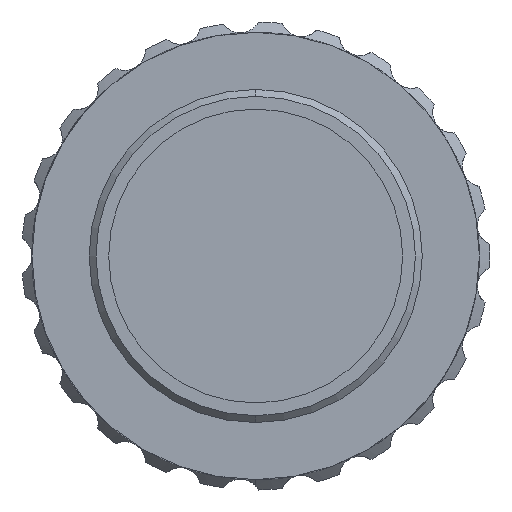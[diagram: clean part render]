
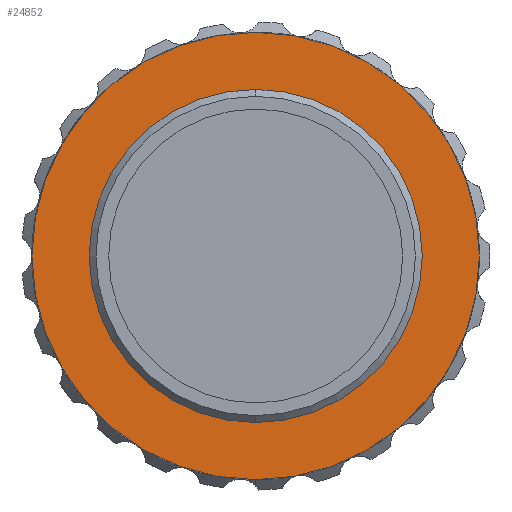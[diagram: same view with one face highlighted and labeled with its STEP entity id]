
A CAD part, left-side view. The second image highlights one B-rep face of the part: STEP entity #24852.
In plain terms, the highlighted planar face has unit normal (-1, 0, 0).
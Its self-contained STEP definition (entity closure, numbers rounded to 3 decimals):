
#44 = CARTESIAN_POINT ( 'NONE',  ( 46.1, 0., -16.25 ) ) ;
#617 = EDGE_LOOP ( 'NONE', ( #18422, #1300 ) ) ;
#1300 = ORIENTED_EDGE ( 'NONE', *, *, #18260, .F. ) ;
#2328 = CARTESIAN_POINT ( 'NONE',  ( 46.1, 0., 0. ) ) ;
#2758 = AXIS2_PLACEMENT_3D ( 'NONE', #2328, #6289, #21476 ) ;
#3464 = CARTESIAN_POINT ( 'NONE',  ( 46.1, 0., -12.1 ) ) ;
#4348 = DIRECTION ( 'NONE',  ( 0., 0., 1. ) ) ;
#4359 = VERTEX_POINT ( 'NONE', #18372 ) ;
#5963 = DIRECTION ( 'NONE',  ( 0., 0., -1. ) ) ;
#6289 = DIRECTION ( 'NONE',  ( -1., 0., 0. ) ) ;
#6413 = CARTESIAN_POINT ( 'NONE',  ( 46.1, 0., -12.1 ) ) ;
#6663 = VERTEX_POINT ( 'NONE', #44 ) ;
#6785 = VERTEX_POINT ( 'NONE', #6413 ) ;
#7840 = CIRCLE ( 'NONE', #12361, 12.1 ) ;
#8105 = CARTESIAN_POINT ( 'NONE',  ( 46.1, 0., 16.25 ) ) ;
#8296 = DIRECTION ( 'NONE',  ( -1., 0., 0. ) ) ;
#8506 = ORIENTED_EDGE ( 'NONE', *, *, #28949, .T. ) ;
#10749 = CIRCLE ( 'NONE', #2758, 12.1 ) ;
#11814 = CIRCLE ( 'NONE', #13833, 16.25 ) ;
#12244 = ORIENTED_EDGE ( 'NONE', *, *, #22508, .T. ) ;
#12361 = AXIS2_PLACEMENT_3D ( 'NONE', #25682, #21290, #4348 ) ;
#12736 = DIRECTION ( 'NONE',  ( 0., 0., 1. ) ) ;
#12957 = EDGE_LOOP ( 'NONE', ( #8506, #12244 ) ) ;
#13317 = FACE_BOUND ( 'NONE', #617, .T. ) ;
#13833 = AXIS2_PLACEMENT_3D ( 'NONE', #15215, #8296, #24482 ) ;
#14359 = AXIS2_PLACEMENT_3D ( 'NONE', #3464, #20250, #5963 ) ;
#15215 = CARTESIAN_POINT ( 'NONE',  ( 46.1, 0., 0. ) ) ;
#15333 = AXIS2_PLACEMENT_3D ( 'NONE', #17458, #27022, #12736 ) ;
#17458 = CARTESIAN_POINT ( 'NONE',  ( 46.1, 0., 0. ) ) ;
#18260 = EDGE_CURVE ( 'NONE', #6785, #4359, #10749, .T. ) ;
#18372 = CARTESIAN_POINT ( 'NONE',  ( 46.1, 0., 12.1 ) ) ;
#18422 = ORIENTED_EDGE ( 'NONE', *, *, #25311, .F. ) ;
#20250 = DIRECTION ( 'NONE',  ( 1., 0., 0. ) ) ;
#21290 = DIRECTION ( 'NONE',  ( -1., 0., 0. ) ) ;
#21476 = DIRECTION ( 'NONE',  ( 0., 0., 1. ) ) ;
#22508 = EDGE_CURVE ( 'NONE', #6663, #22956, #28860, .T. ) ;
#22908 = FACE_OUTER_BOUND ( 'NONE', #12957, .T. ) ;
#22956 = VERTEX_POINT ( 'NONE', #8105 ) ;
#24482 = DIRECTION ( 'NONE',  ( 0., 0., 1. ) ) ;
#24852 = ADVANCED_FACE ( 'NONE', ( #13317, #22908 ), #27447, .F. ) ;
#25311 = EDGE_CURVE ( 'NONE', #4359, #6785, #7840, .T. ) ;
#25682 = CARTESIAN_POINT ( 'NONE',  ( 46.1, 0., 0. ) ) ;
#27022 = DIRECTION ( 'NONE',  ( -1., 0., 0. ) ) ;
#27447 = PLANE ( 'NONE',  #14359 ) ;
#28860 = CIRCLE ( 'NONE', #15333, 16.25 ) ;
#28949 = EDGE_CURVE ( 'NONE', #22956, #6663, #11814, .T. ) ;
